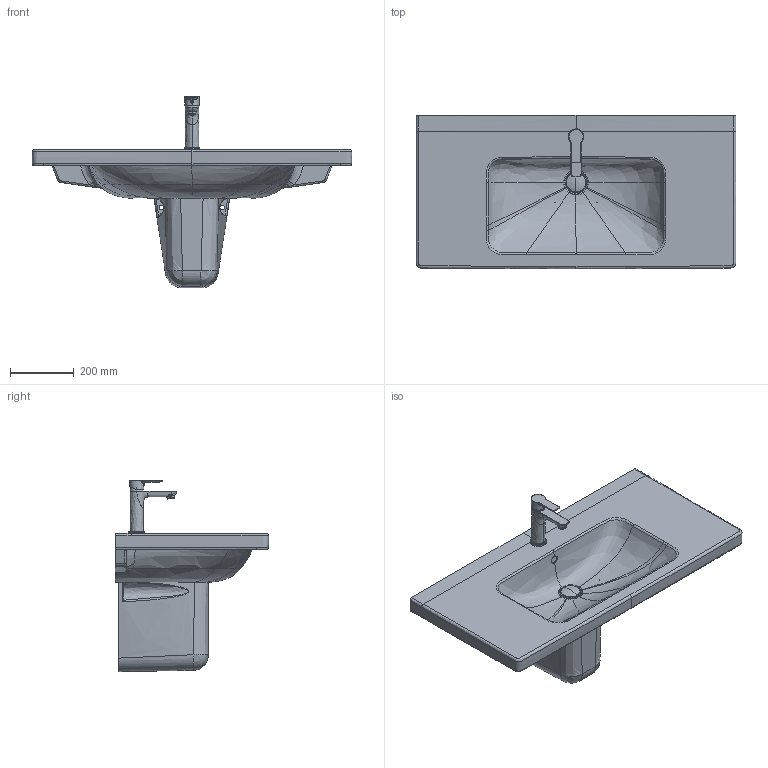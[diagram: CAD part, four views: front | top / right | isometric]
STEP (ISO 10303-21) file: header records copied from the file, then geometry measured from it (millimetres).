
FILE_DESCRIPTION(/* description */ (''),/* implementation_level */ '2;1');
FILE_NAME(/* name */ '239910_0857180000',/* time_stamp */ '2024-05-14T08:45:13+02:00',/* author */ (''),/* organization */ (''),/* preprocessor_version */ 'ST-DEVELOPER v15',/* originating_system */ '',/* authorisation */ '');
FILE_SCHEMA (('AUTOMOTIVE_DESIGN'));
Length unit declared in the file: millimetre
Products named in the file (1): Document
Bounding box: 1000.29 x 480.19 x 598.46 mm (x, y, z)
Volume: 26444759.8 mm3; surface area: 2002372.4 mm2
Topology: 6 solids, 14 shells, 580 faces, 1423 edges, 857 vertices
Faces by surface type: bspline 486, plane 94
Entity records: 133278 total; most frequent: CARTESIAN_POINT 124871, ORIENTED_EDGE 2766, EDGE_CURVE 1406, B_SPLINE_CURVE_WITH_KNOTS 955, VERTEX_POINT 857, EDGE_LOOP 617, ADVANCED_FACE 580, FACE_OUTER_BOUND 580
